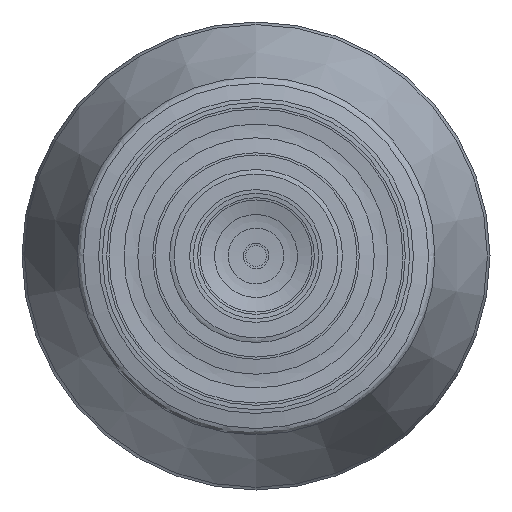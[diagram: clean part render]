
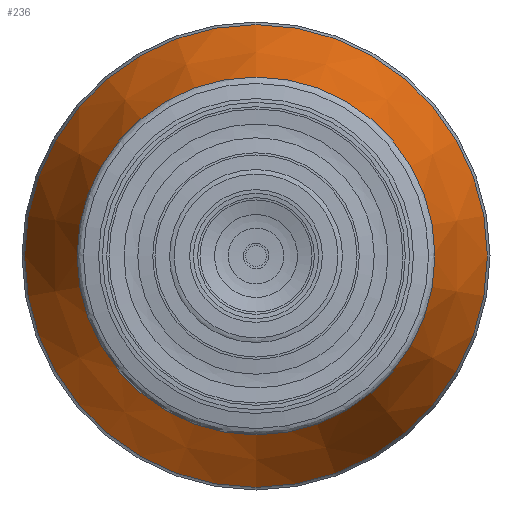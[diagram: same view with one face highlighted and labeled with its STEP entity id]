
A CAD part, left-side view. The second image highlights one B-rep face of the part: STEP entity #236.
In plain terms, the highlighted conical face has half-angle 20.556 degrees and reference radius 16.809 mm.
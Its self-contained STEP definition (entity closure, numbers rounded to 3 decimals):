
#214=CONICAL_SURFACE('',#932,16.809,20.556);
#236=ADVANCED_FACE('',(#326,#327),#214,.T.);
#326=FACE_BOUND('',#457,.T.);
#327=FACE_BOUND('',#458,.T.);
#457=EDGE_LOOP('',(#591));
#458=EDGE_LOOP('',(#592));
#591=ORIENTED_EDGE('',*,*,#778,.T.);
#592=ORIENTED_EDGE('',*,*,#777,.F.);
#710=VERTEX_POINT('',#1295);
#711=VERTEX_POINT('',#1298);
#777=EDGE_CURVE('',#710,#710,#844,.T.);
#778=EDGE_CURVE('',#711,#711,#845,.T.);
#844=CIRCLE('',#929,16.809);
#845=CIRCLE('',#931,12.818);
#929=AXIS2_PLACEMENT_3D('',#1294,#1052,#1053);
#931=AXIS2_PLACEMENT_3D('',#1297,#1056,#1057);
#932=AXIS2_PLACEMENT_3D('',#1299,#1058,#1059);
#1052=DIRECTION('',(1.,0.,0.));
#1053=DIRECTION('',(0.,0.,1.));
#1056=DIRECTION('',(1.,0.,0.));
#1057=DIRECTION('',(0.,0.,1.));
#1058=DIRECTION('',(1.,0.,0.));
#1059=DIRECTION('',(0.,0.,-1.));
#1294=CARTESIAN_POINT('',(68.491,0.,0.));
#1295=CARTESIAN_POINT('',(68.491,0.,16.809));
#1297=CARTESIAN_POINT('',(57.849,0.,0.));
#1298=CARTESIAN_POINT('',(57.849,0.,12.818));
#1299=CARTESIAN_POINT('',(68.491,0.,0.));
